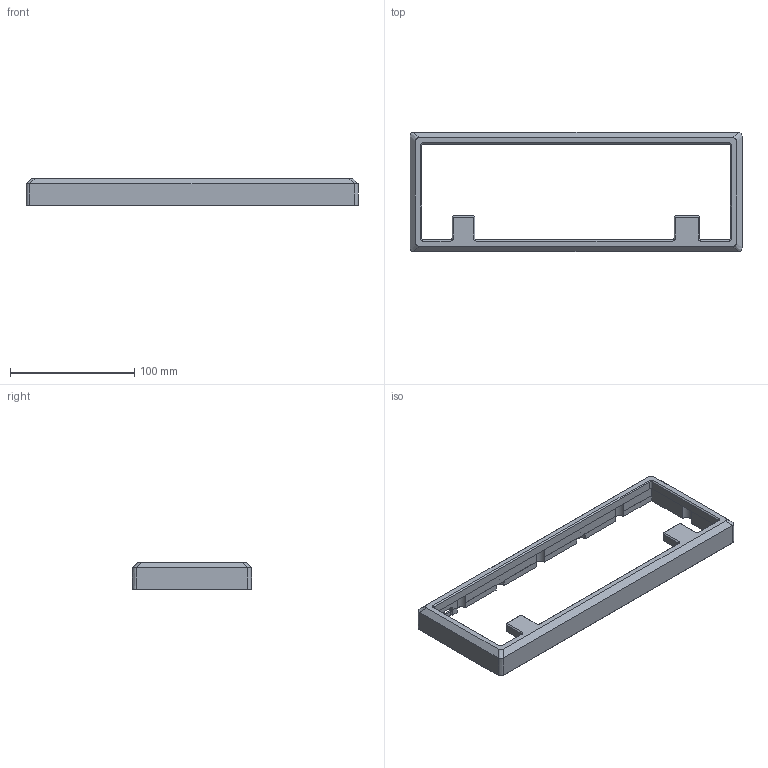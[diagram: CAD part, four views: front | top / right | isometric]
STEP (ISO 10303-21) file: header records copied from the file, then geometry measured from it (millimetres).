
FILE_DESCRIPTION(/* description */ (''),/* implementation_level */ '2;1');
FILE_NAME(/* name */ 'Phoenix45-Top_WKL.step',/* time_stamp */ '2020-10-19T13:00:17-04:00',/* author */ (''),/* organization */ (''),/* preprocessor_version */ 'ST-DEVELOPER v18.1',/* originating_system */ 'Autodesk Translation Framework v9.3.0.1241',/* authorisation */ '');
FILE_SCHEMA (('AUTOMOTIVE_DESIGN { 1 0 10303 214 3 1 1 }'));
Length unit declared in the file: millimetre
Products named in the file (1): Top-WKL
Bounding box: 267.25 x 95.8 x 21.7 mm (x, y, z)
Volume: 115561.8 mm3; surface area: 43350.1 mm2
Topology: 1 solids, 1 shells, 206 faces, 509 edges, 316 vertices
Faces by surface type: plane 103, cylinder 67, cone 12, torus 12, bspline 12
Full cylindrical faces by diameter (mm): 2 x11
Entity records: 6447 total; most frequent: CARTESIAN_POINT 1504, DIRECTION 1025, ORIENTED_EDGE 1018, EDGE_CURVE 509, AXIS2_PLACEMENT_3D 357, VERTEX_POINT 316, LINE 311, VECTOR 311
